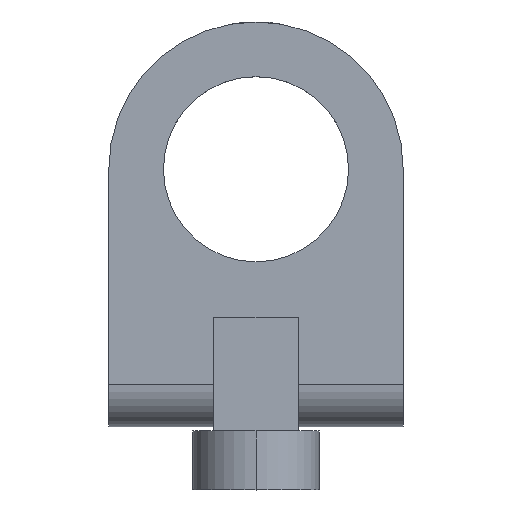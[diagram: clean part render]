
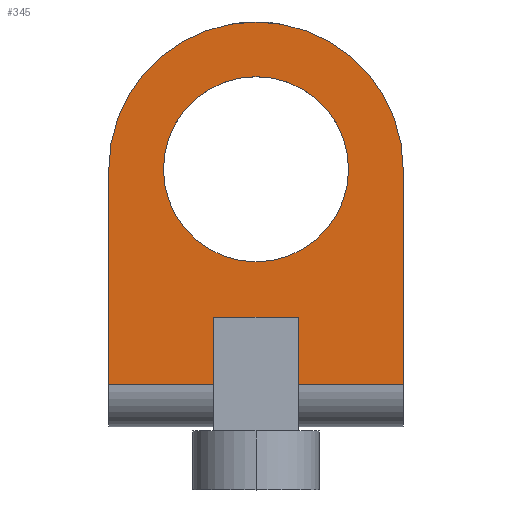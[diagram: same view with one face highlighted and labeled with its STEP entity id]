
A CAD part, top view. The second image highlights one B-rep face of the part: STEP entity #345.
In plain terms, the highlighted planar face has unit normal (0, 0, 1).
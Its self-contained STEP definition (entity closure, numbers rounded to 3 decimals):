
#123 = EDGE_CURVE ( 'NONE', #1834, #3776, #1698, .T. ) ;
#133 = DIRECTION ( 'NONE',  ( 0., 1., 0. ) ) ;
#157 = CARTESIAN_POINT ( 'NONE',  ( 17.5, 38.1, 5. ) ) ;
#199 = CARTESIAN_POINT ( 'NONE',  ( 0., 38.1, 5. ) ) ;
#255 = VECTOR ( 'NONE', #660, 1000. ) ;
#307 = LINE ( 'NONE', #2991, #1630 ) ;
#321 = VERTEX_POINT ( 'NONE', #2522 ) ;
#345 = ADVANCED_FACE ( 'NONE', ( #3819, #3361 ), #1956, .F. ) ;
#346 = DIRECTION ( 'NONE',  ( -1., 0., 0. ) ) ;
#347 = AXIS2_PLACEMENT_3D ( 'NONE', #199, #780, #2832 ) ;
#377 = CARTESIAN_POINT ( 'NONE',  ( -11., 38.1, 5. ) ) ;
#425 = CARTESIAN_POINT ( 'NONE',  ( -17.5, 38.1, 5. ) ) ;
#454 = VECTOR ( 'NONE', #1299, 1000. ) ;
#493 = ORIENTED_EDGE ( 'NONE', *, *, #1948, .T. ) ;
#499 = VECTOR ( 'NONE', #133, 1000. ) ;
#591 = CARTESIAN_POINT ( 'NONE',  ( 0., 12.5, 5. ) ) ;
#660 = DIRECTION ( 'NONE',  ( 1., 0., 0. ) ) ;
#686 = AXIS2_PLACEMENT_3D ( 'NONE', #2332, #3555, #3241 ) ;
#780 = DIRECTION ( 'NONE',  ( 0., 0., -1. ) ) ;
#815 = VERTEX_POINT ( 'NONE', #1284 ) ;
#842 = VECTOR ( 'NONE', #3735, 1000. ) ;
#865 = EDGE_CURVE ( 'NONE', #3794, #321, #2812, .T. ) ;
#871 = CARTESIAN_POINT ( 'NONE',  ( 5., 20.5, 5. ) ) ;
#941 = DIRECTION ( 'NONE',  ( 0., -1., 0. ) ) ;
#1026 = ORIENTED_EDGE ( 'NONE', *, *, #3198, .F. ) ;
#1040 = EDGE_CURVE ( 'NONE', #3794, #3286, #2201, .T. ) ;
#1064 = DIRECTION ( 'NONE',  ( 0., -1., 0. ) ) ;
#1164 = EDGE_CURVE ( 'NONE', #2542, #2236, #3562, .T. ) ;
#1262 = CARTESIAN_POINT ( 'NONE',  ( 0., 38.1, 5. ) ) ;
#1284 = CARTESIAN_POINT ( 'NONE',  ( -5., 20.5, 5. ) ) ;
#1299 = DIRECTION ( 'NONE',  ( 0., 1., 0. ) ) ;
#1505 = DIRECTION ( 'NONE',  ( -1., 0., 0. ) ) ;
#1630 = VECTOR ( 'NONE', #941, 1000. ) ;
#1637 = VERTEX_POINT ( 'NONE', #2988 ) ;
#1680 = ORIENTED_EDGE ( 'NONE', *, *, #2393, .F. ) ;
#1698 = LINE ( 'NONE', #2817, #499 ) ;
#1822 = EDGE_CURVE ( 'NONE', #3286, #1637, #3080, .T. ) ;
#1834 = VERTEX_POINT ( 'NONE', #2978 ) ;
#1889 = CARTESIAN_POINT ( 'NONE',  ( 0., 12.5, 5. ) ) ;
#1948 = EDGE_CURVE ( 'NONE', #1834, #2756, #2268, .T. ) ;
#1956 = PLANE ( 'NONE',  #347 ) ;
#1980 = CARTESIAN_POINT ( 'NONE',  ( 17.5, 12.5, 5. ) ) ;
#2009 = CIRCLE ( 'NONE', #3556, 11. ) ;
#2072 = CARTESIAN_POINT ( 'NONE',  ( -17.5, 12.5, 5. ) ) ;
#2098 = CARTESIAN_POINT ( 'NONE',  ( 0., 38.1, 5. ) ) ;
#2099 = DIRECTION ( 'NONE',  ( 0., 0., -1. ) ) ;
#2133 = LINE ( 'NONE', #871, #3472 ) ;
#2146 = VECTOR ( 'NONE', #1064, 1000. ) ;
#2170 = ORIENTED_EDGE ( 'NONE', *, *, #1822, .F. ) ;
#2201 = LINE ( 'NONE', #425, #454 ) ;
#2236 = VERTEX_POINT ( 'NONE', #2339 ) ;
#2268 = LINE ( 'NONE', #591, #255 ) ;
#2332 = CARTESIAN_POINT ( 'NONE',  ( 0., 38.1, 5. ) ) ;
#2339 = CARTESIAN_POINT ( 'NONE',  ( 11., 38.1, 5. ) ) ;
#2393 = EDGE_CURVE ( 'NONE', #815, #321, #307, .T. ) ;
#2445 = ORIENTED_EDGE ( 'NONE', *, *, #1164, .T. ) ;
#2469 = AXIS2_PLACEMENT_3D ( 'NONE', #1262, #2099, #346 ) ;
#2522 = CARTESIAN_POINT ( 'NONE',  ( -5., 12.5, 5. ) ) ;
#2542 = VERTEX_POINT ( 'NONE', #377 ) ;
#2704 = ORIENTED_EDGE ( 'NONE', *, *, #1040, .F. ) ;
#2756 = VERTEX_POINT ( 'NONE', #1980 ) ;
#2812 = LINE ( 'NONE', #1889, #842 ) ;
#2817 = CARTESIAN_POINT ( 'NONE',  ( 5., 7.5, 5. ) ) ;
#2832 = DIRECTION ( 'NONE',  ( -1., 0., 0. ) ) ;
#2926 = DIRECTION ( 'NONE',  ( -1., 0., 0. ) ) ;
#2951 = LINE ( 'NONE', #157, #2146 ) ;
#2978 = CARTESIAN_POINT ( 'NONE',  ( 5., 12.5, 5. ) ) ;
#2988 = CARTESIAN_POINT ( 'NONE',  ( 17.5, 38.1, 5. ) ) ;
#2991 = CARTESIAN_POINT ( 'NONE',  ( -5., 7.5, 5. ) ) ;
#3080 = CIRCLE ( 'NONE', #2469, 17.5 ) ;
#3116 = CARTESIAN_POINT ( 'NONE',  ( -17.5, 38.1, 5. ) ) ;
#3198 = EDGE_CURVE ( 'NONE', #3776, #815, #2133, .T. ) ;
#3216 = EDGE_LOOP ( 'NONE', ( #3797, #493, #3601, #2170, #2704, #3808, #1680, #1026 ) ) ;
#3241 = DIRECTION ( 'NONE',  ( -1., 0., 0. ) ) ;
#3286 = VERTEX_POINT ( 'NONE', #3116 ) ;
#3289 = DIRECTION ( 'NONE',  ( 0., 0., -1. ) ) ;
#3329 = CARTESIAN_POINT ( 'NONE',  ( 5., 20.5, 5. ) ) ;
#3336 = EDGE_CURVE ( 'NONE', #1637, #2756, #2951, .T. ) ;
#3361 = FACE_OUTER_BOUND ( 'NONE', #3216, .T. ) ;
#3397 = ORIENTED_EDGE ( 'NONE', *, *, #3821, .T. ) ;
#3472 = VECTOR ( 'NONE', #2926, 1000. ) ;
#3555 = DIRECTION ( 'NONE',  ( 0., 0., -1. ) ) ;
#3556 = AXIS2_PLACEMENT_3D ( 'NONE', #2098, #3289, #1505 ) ;
#3562 = CIRCLE ( 'NONE', #686, 11. ) ;
#3601 = ORIENTED_EDGE ( 'NONE', *, *, #3336, .F. ) ;
#3735 = DIRECTION ( 'NONE',  ( 1., 0., 0. ) ) ;
#3776 = VERTEX_POINT ( 'NONE', #3329 ) ;
#3794 = VERTEX_POINT ( 'NONE', #2072 ) ;
#3797 = ORIENTED_EDGE ( 'NONE', *, *, #123, .F. ) ;
#3808 = ORIENTED_EDGE ( 'NONE', *, *, #865, .T. ) ;
#3819 = FACE_BOUND ( 'NONE', #3846, .T. ) ;
#3821 = EDGE_CURVE ( 'NONE', #2236, #2542, #2009, .T. ) ;
#3846 = EDGE_LOOP ( 'NONE', ( #2445, #3397 ) ) ;
